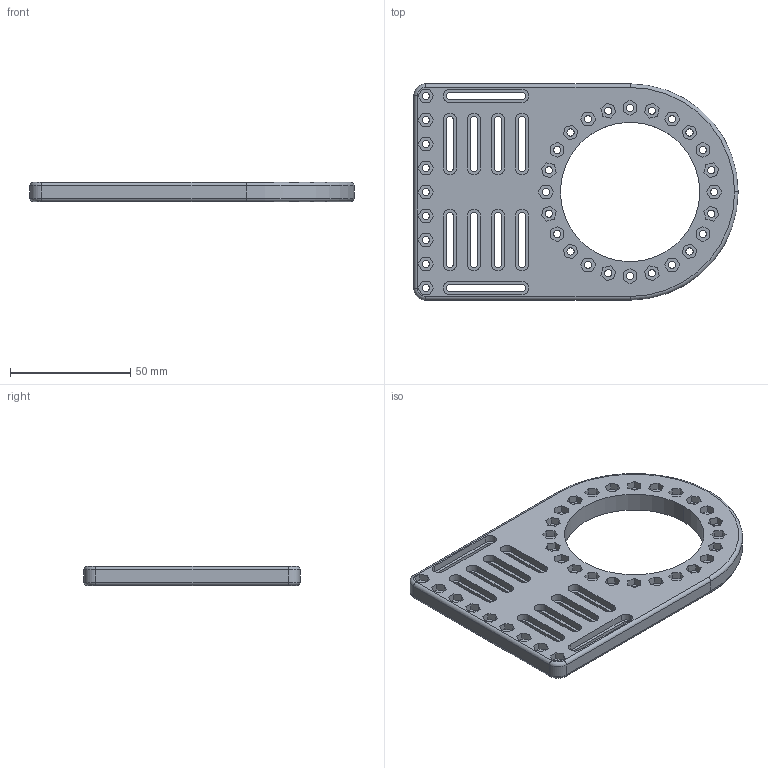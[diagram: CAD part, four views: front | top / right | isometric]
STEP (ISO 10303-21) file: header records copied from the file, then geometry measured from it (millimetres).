
FILE_DESCRIPTION (( 'STEP AP214' ), '1' );
FILE_NAME ('ｺﾘｽﾚｹﾌｶｨｱ', '2024-11-17T11:57:55', ( '' ), ( '' ), 'SwSTEP 2.0', 'SolidWorks 2024', '' );
FILE_SCHEMA (( 'AUTOMOTIVE_DESIGN' ));
Length unit declared in the file: millimetre
Products named in the file (1): 厚关节固定臂
Bounding box: 135 x 90 x 8 mm (x, y, z)
Volume: 52832.9 mm3; surface area: 28656 mm2
Topology: 1 solids, 1 shells, 699 faces, 1819 edges, 1208 vertices
Faces by surface type: plane 547, cylinder 144, torus 8
Entity records: 21418 total; most frequent: CARTESIAN_POINT 3727, ORIENTED_EDGE 3638, DIRECTION 3517, EDGE_CURVE 1819, LINE 1521, VECTOR 1521, VERTEX_POINT 1208, AXIS2_PLACEMENT_3D 998
